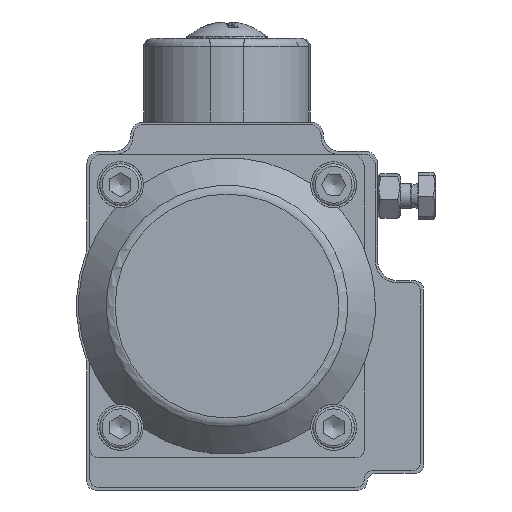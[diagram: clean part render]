
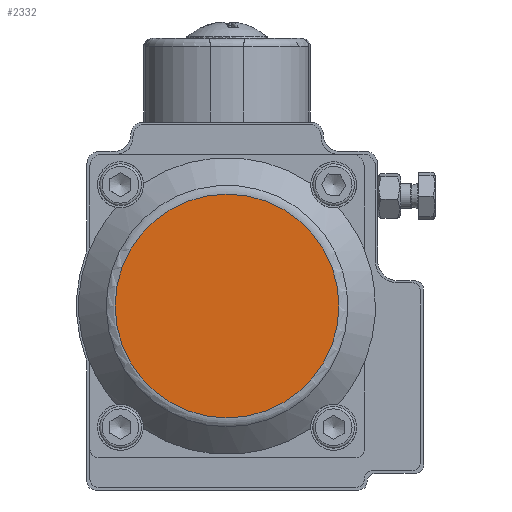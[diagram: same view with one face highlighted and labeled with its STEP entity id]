
A CAD part, front view. The second image highlights one B-rep face of the part: STEP entity #2332.
In plain terms, the highlighted planar face has unit normal (0, -1, 0).
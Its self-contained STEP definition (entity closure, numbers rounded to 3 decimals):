
#838=PLANE('',#16274);
#1348=FACE_OUTER_BOUND('',#6902,.T.);
#2332=ADVANCED_FACE('',(#1348),#838,.T.);
#5171=CIRCLE('',#16273,26.757);
#6902=EDGE_LOOP('',(#10186));
#10186=ORIENTED_EDGE('',*,*,#14217,.T.);
#12387=VERTEX_POINT('',#29145);
#14217=EDGE_CURVE('',#12387,#12387,#5171,.T.);
#16273=AXIS2_PLACEMENT_3D('',#29144,#19805,#19806);
#16274=AXIS2_PLACEMENT_3D('',#29146,#19807,#19808);
#19805=DIRECTION('',(0.,-1.,0.));
#19806=DIRECTION('',(0.,0.,-1.));
#19807=DIRECTION('',(0.,-1.,0.));
#19808=DIRECTION('',(0.,0.,-1.));
#29144=CARTESIAN_POINT('',(0.,-15.5,0.));
#29145=CARTESIAN_POINT('',(0.,-15.5,-26.757));
#29146=CARTESIAN_POINT('',(0.,-15.5,0.));
